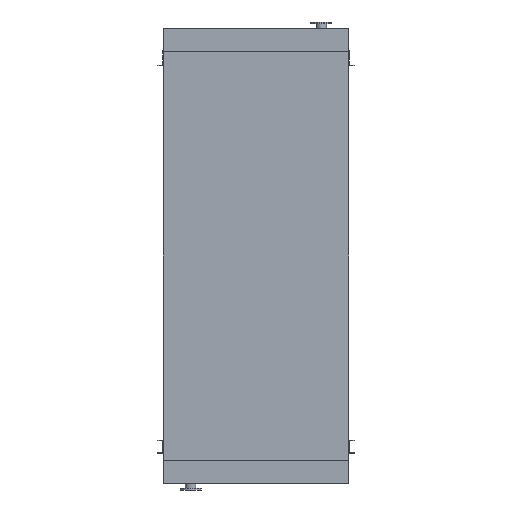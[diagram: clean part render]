
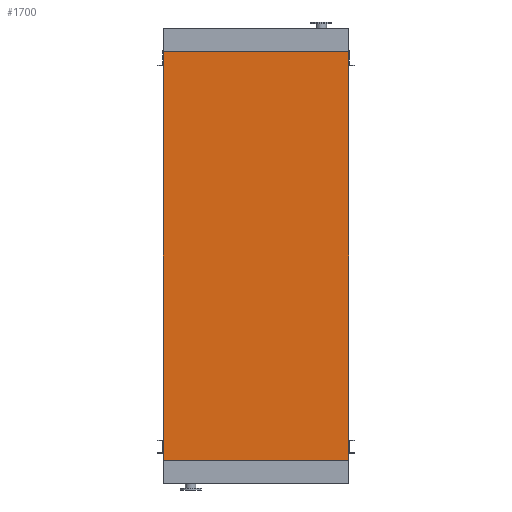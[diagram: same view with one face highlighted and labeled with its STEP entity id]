
A CAD part, front view. The second image highlights one B-rep face of the part: STEP entity #1700.
In plain terms, the highlighted planar face has unit normal (0, -1, 0).
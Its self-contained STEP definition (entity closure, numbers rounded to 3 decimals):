
#44 = CARTESIAN_POINT ( 'NONE',  ( 965., 0., -4250. ) ) ;
#840 = DIRECTION ( 'NONE',  ( 1., 0., 0. ) ) ;
#1469 = VERTEX_POINT ( 'NONE', #5206 ) ;
#1700 = ADVANCED_FACE ( 'NONE', ( #2106 ), #3443, .T. ) ;
#2095 = CARTESIAN_POINT ( 'NONE',  ( -965., 0., -4250. ) ) ;
#2106 = FACE_OUTER_BOUND ( 'NONE', #8674, .T. ) ;
#3118 = CARTESIAN_POINT ( 'NONE',  ( -965., 0., -4250. ) ) ;
#3349 = VERTEX_POINT ( 'NONE', #3118 ) ;
#3443 = PLANE ( 'NONE',  #13336 ) ;
#3697 = LINE ( 'NONE', #8689, #16187 ) ;
#3699 = ORIENTED_EDGE ( 'NONE', *, *, #15007, .F. ) ;
#4537 = EDGE_CURVE ( 'NONE', #3349, #9235, #4673, .T. ) ;
#4673 = LINE ( 'NONE', #2095, #8905 ) ;
#5206 = CARTESIAN_POINT ( 'NONE',  ( -965., 0., 0. ) ) ;
#5450 = EDGE_CURVE ( 'NONE', #9235, #14474, #6286, .T. ) ;
#6286 = LINE ( 'NONE', #44, #9424 ) ;
#7071 = ORIENTED_EDGE ( 'NONE', *, *, #10709, .F. ) ;
#7272 = DIRECTION ( 'NONE',  ( 0., 0., -1. ) ) ;
#8513 = VECTOR ( 'NONE', #12301, 1000. ) ;
#8523 = CARTESIAN_POINT ( 'NONE',  ( -965., 0., -4250. ) ) ;
#8674 = EDGE_LOOP ( 'NONE', ( #7071, #3699, #10042, #13817 ) ) ;
#8689 = CARTESIAN_POINT ( 'NONE',  ( -965., 0., 0. ) ) ;
#8905 = VECTOR ( 'NONE', #840, 1000. ) ;
#9235 = VERTEX_POINT ( 'NONE', #12140 ) ;
#9424 = VECTOR ( 'NONE', #11369, 1000. ) ;
#9862 = DIRECTION ( 'NONE',  ( 1., 0., 0. ) ) ;
#10042 = ORIENTED_EDGE ( 'NONE', *, *, #4537, .T. ) ;
#10709 = EDGE_CURVE ( 'NONE', #1469, #14474, #3697, .T. ) ;
#10954 = LINE ( 'NONE', #16051, #8513 ) ;
#11369 = DIRECTION ( 'NONE',  ( 0., 0., 1. ) ) ;
#12140 = CARTESIAN_POINT ( 'NONE',  ( 965., 0., -4250. ) ) ;
#12301 = DIRECTION ( 'NONE',  ( 0., 0., 1. ) ) ;
#13336 = AXIS2_PLACEMENT_3D ( 'NONE', #8523, #13624, #7272 ) ;
#13624 = DIRECTION ( 'NONE',  ( 0., -1., 0. ) ) ;
#13817 = ORIENTED_EDGE ( 'NONE', *, *, #5450, .T. ) ;
#14474 = VERTEX_POINT ( 'NONE', #14930 ) ;
#14930 = CARTESIAN_POINT ( 'NONE',  ( 965., 0., 0. ) ) ;
#15007 = EDGE_CURVE ( 'NONE', #3349, #1469, #10954, .T. ) ;
#16051 = CARTESIAN_POINT ( 'NONE',  ( -965., 0., -4250. ) ) ;
#16187 = VECTOR ( 'NONE', #9862, 1000. ) ;
